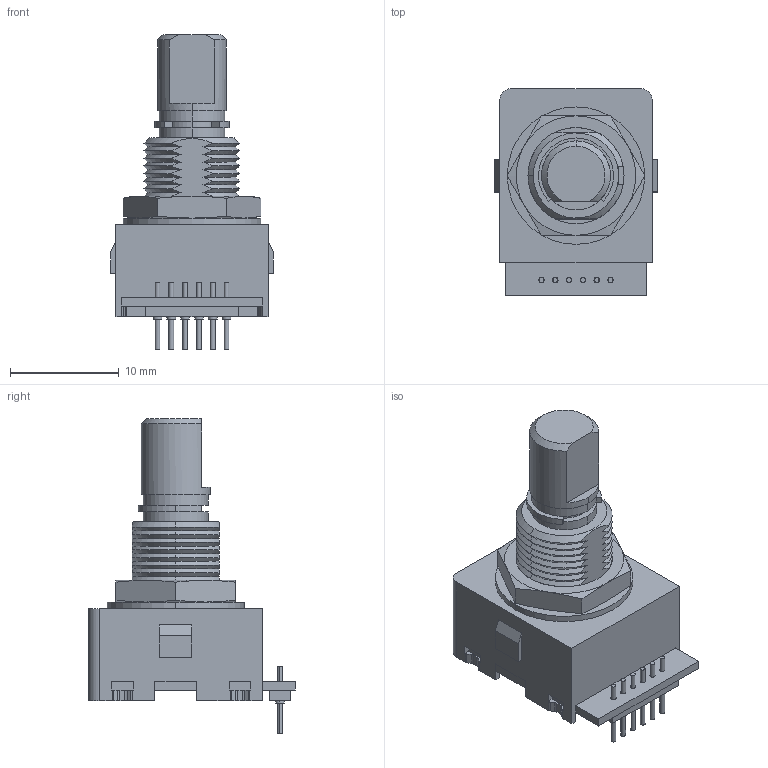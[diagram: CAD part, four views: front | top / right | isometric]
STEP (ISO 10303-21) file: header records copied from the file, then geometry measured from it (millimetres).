
FILE_DESCRIPTION (( 'STEP AP214' ), '1' );
FILE_NAME ('CUI_DEVICES_C14D32P-C3.step', '2020-10-19T22:07:12', ( '' ), ( '' ), 'SwSTEP 2.0', 'SolidWorks 2020', '' );
FILE_SCHEMA (( 'AUTOMOTIVE_DESIGN' ));
Length unit declared in the file: inch
Products named in the file (1): CUI_DEVICES_C14D32P-C3
Bounding box: 15 x 19 x 29 mm (x, y, z)
Volume: 2587.1 mm3; surface area: 2578 mm2
Topology: 13 solids, 13 shells, 493 faces, 1325 edges, 876 vertices
Faces by surface type: plane 215, cylinder 192, cone 86
Entity records: 22519 total; most frequent: CARTESIAN_POINT 3293, ORIENTED_EDGE 2650, DIRECTION 2643, EDGE_CURVE 1325, AXIS2_PLACEMENT_3D 976, VERTEX_POINT 876, VECTOR 691, LINE 691
